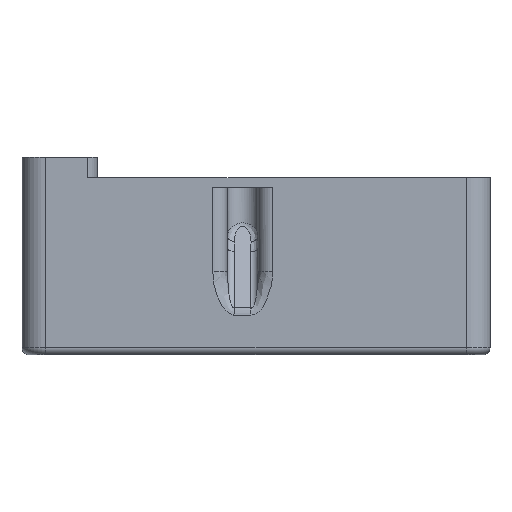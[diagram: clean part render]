
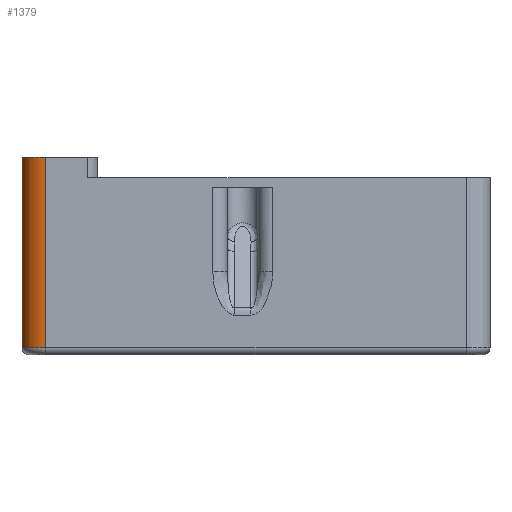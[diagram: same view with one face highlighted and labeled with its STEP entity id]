
A CAD part, left-side view. The second image highlights one B-rep face of the part: STEP entity #1379.
In plain terms, the highlighted cylindrical face has radius 5.2 mm (diameter 10.4 mm), a partial arc.
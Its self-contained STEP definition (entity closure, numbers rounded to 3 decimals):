
#32 = PLANE('',#33);
#33 = AXIS2_PLACEMENT_3D('',#34,#35,#36);
#34 = CARTESIAN_POINT('',(-74.6,50.,0.));
#35 = DIRECTION('',(1.,0.,-0.));
#36 = DIRECTION('',(0.,-1.,0.));
#497 = VERTEX_POINT('',#498);
#498 = CARTESIAN_POINT('',(-74.6,46.4,0.));
#526 = EDGE_CURVE('',#497,#527,#529,.T.);
#527 = VERTEX_POINT('',#528);
#528 = CARTESIAN_POINT('',(-74.6,46.4,42.));
#529 = SURFACE_CURVE('',#530,(#534,#541),.PCURVE_S1.);
#530 = LINE('',#531,#532);
#531 = CARTESIAN_POINT('',(-74.6,46.4,0.));
#532 = VECTOR('',#533,1.);
#533 = DIRECTION('',(0.,0.,1.));
#534 = PCURVE('',#32,#535);
#535 = DEFINITIONAL_REPRESENTATION('',(#536),#540);
#536 = LINE('',#537,#538);
#537 = CARTESIAN_POINT('',(3.6,0.));
#538 = VECTOR('',#539,1.);
#539 = DIRECTION('',(0.,-1.));
#540 = ( GEOMETRIC_REPRESENTATION_CONTEXT(2) 
PARAMETRIC_REPRESENTATION_CONTEXT() REPRESENTATION_CONTEXT('2D SPACE',''
  ) );
#541 = PCURVE('',#542,#547);
#542 = CYLINDRICAL_SURFACE('',#543,5.2);
#543 = AXIS2_PLACEMENT_3D('',#544,#545,#546);
#544 = CARTESIAN_POINT('',(-69.4,46.4,0.));
#545 = DIRECTION('',(0.,0.,1.));
#546 = DIRECTION('',(-0.,1.,0.));
#547 = DEFINITIONAL_REPRESENTATION('',(#548),#552);
#548 = LINE('',#549,#550);
#549 = CARTESIAN_POINT('',(1.571,0.));
#550 = VECTOR('',#551,1.);
#551 = DIRECTION('',(0.,1.));
#552 = ( GEOMETRIC_REPRESENTATION_CONTEXT(2) 
PARAMETRIC_REPRESENTATION_CONTEXT() REPRESENTATION_CONTEXT('2D SPACE',''
  ) );
#570 = PLANE('',#571);
#571 = AXIS2_PLACEMENT_3D('',#572,#573,#574);
#572 = CARTESIAN_POINT('',(0.,0.,42.));
#573 = DIRECTION('',(0.,0.,1.));
#574 = DIRECTION('',(1.,0.,-0.));
#1340 = TOROIDAL_SURFACE('',#1341,3.6,1.6);
#1341 = AXIS2_PLACEMENT_3D('',#1342,#1343,#1344);
#1342 = CARTESIAN_POINT('',(-69.4,46.4,0.));
#1343 = DIRECTION('',(0.,0.,1.));
#1344 = DIRECTION('',(0.,-1.,0.));
#1379 = ADVANCED_FACE('',(#1380),#542,.T.);
#1380 = FACE_BOUND('',#1381,.T.);
#1381 = EDGE_LOOP('',(#1382,#1406,#1407,#1431));
#1382 = ORIENTED_EDGE('',*,*,#1383,.T.);
#1383 = EDGE_CURVE('',#1384,#497,#1386,.T.);
#1384 = VERTEX_POINT('',#1385);
#1385 = CARTESIAN_POINT('',(-69.4,51.6,0.));
#1386 = SURFACE_CURVE('',#1387,(#1392,#1399),.PCURVE_S1.);
#1387 = CIRCLE('',#1388,5.2);
#1388 = AXIS2_PLACEMENT_3D('',#1389,#1390,#1391);
#1389 = CARTESIAN_POINT('',(-69.4,46.4,0.));
#1390 = DIRECTION('',(-0.,0.,1.));
#1391 = DIRECTION('',(0.,-1.,0.));
#1392 = PCURVE('',#542,#1393);
#1393 = DEFINITIONAL_REPRESENTATION('',(#1394),#1398);
#1394 = LINE('',#1395,#1396);
#1395 = CARTESIAN_POINT('',(-3.142,0.));
#1396 = VECTOR('',#1397,1.);
#1397 = DIRECTION('',(1.,0.));
#1398 = ( GEOMETRIC_REPRESENTATION_CONTEXT(2) 
PARAMETRIC_REPRESENTATION_CONTEXT() REPRESENTATION_CONTEXT('2D SPACE',''
  ) );
#1399 = PCURVE('',#1340,#1400);
#1400 = DEFINITIONAL_REPRESENTATION('',(#1401),#1405);
#1401 = LINE('',#1402,#1403);
#1402 = CARTESIAN_POINT('',(0.,6.283));
#1403 = VECTOR('',#1404,1.);
#1404 = DIRECTION('',(1.,0.));
#1405 = ( GEOMETRIC_REPRESENTATION_CONTEXT(2) 
PARAMETRIC_REPRESENTATION_CONTEXT() REPRESENTATION_CONTEXT('2D SPACE',''
  ) );
#1406 = ORIENTED_EDGE('',*,*,#526,.T.);
#1407 = ORIENTED_EDGE('',*,*,#1408,.F.);
#1408 = EDGE_CURVE('',#1409,#527,#1411,.T.);
#1409 = VERTEX_POINT('',#1410);
#1410 = CARTESIAN_POINT('',(-69.4,51.6,42.));
#1411 = SURFACE_CURVE('',#1412,(#1417,#1424),.PCURVE_S1.);
#1412 = CIRCLE('',#1413,5.2);
#1413 = AXIS2_PLACEMENT_3D('',#1414,#1415,#1416);
#1414 = CARTESIAN_POINT('',(-69.4,46.4,42.));
#1415 = DIRECTION('',(-0.,0.,1.));
#1416 = DIRECTION('',(0.,-1.,0.));
#1417 = PCURVE('',#542,#1418);
#1418 = DEFINITIONAL_REPRESENTATION('',(#1419),#1423);
#1419 = LINE('',#1420,#1421);
#1420 = CARTESIAN_POINT('',(-3.142,42.));
#1421 = VECTOR('',#1422,1.);
#1422 = DIRECTION('',(1.,0.));
#1423 = ( GEOMETRIC_REPRESENTATION_CONTEXT(2) 
PARAMETRIC_REPRESENTATION_CONTEXT() REPRESENTATION_CONTEXT('2D SPACE',''
  ) );
#1424 = PCURVE('',#570,#1425);
#1425 = DEFINITIONAL_REPRESENTATION('',(#1426),#1430);
#1426 = CIRCLE('',#1427,5.2);
#1427 = AXIS2_PLACEMENT_2D('',#1428,#1429);
#1428 = CARTESIAN_POINT('',(-69.4,46.4));
#1429 = DIRECTION('',(0.,-1.));
#1430 = ( GEOMETRIC_REPRESENTATION_CONTEXT(2) 
PARAMETRIC_REPRESENTATION_CONTEXT() REPRESENTATION_CONTEXT('2D SPACE',''
  ) );
#1431 = ORIENTED_EDGE('',*,*,#1432,.F.);
#1432 = EDGE_CURVE('',#1384,#1409,#1433,.T.);
#1433 = SURFACE_CURVE('',#1434,(#1438,#1445),.PCURVE_S1.);
#1434 = LINE('',#1435,#1436);
#1435 = CARTESIAN_POINT('',(-69.4,51.6,0.));
#1436 = VECTOR('',#1437,1.);
#1437 = DIRECTION('',(0.,0.,1.));
#1438 = PCURVE('',#542,#1439);
#1439 = DEFINITIONAL_REPRESENTATION('',(#1440),#1444);
#1440 = LINE('',#1441,#1442);
#1441 = CARTESIAN_POINT('',(0.,0.));
#1442 = VECTOR('',#1443,1.);
#1443 = DIRECTION('',(0.,1.));
#1444 = ( GEOMETRIC_REPRESENTATION_CONTEXT(2) 
PARAMETRIC_REPRESENTATION_CONTEXT() REPRESENTATION_CONTEXT('2D SPACE',''
  ) );
#1445 = PCURVE('',#1446,#1451);
#1446 = PLANE('',#1447);
#1447 = AXIS2_PLACEMENT_3D('',#1448,#1449,#1450);
#1448 = CARTESIAN_POINT('',(73.,51.6,0.));
#1449 = DIRECTION('',(0.,-1.,0.));
#1450 = DIRECTION('',(-1.,0.,0.));
#1451 = DEFINITIONAL_REPRESENTATION('',(#1452),#1456);
#1452 = LINE('',#1453,#1454);
#1453 = CARTESIAN_POINT('',(142.4,0.));
#1454 = VECTOR('',#1455,1.);
#1455 = DIRECTION('',(0.,-1.));
#1456 = ( GEOMETRIC_REPRESENTATION_CONTEXT(2) 
PARAMETRIC_REPRESENTATION_CONTEXT() REPRESENTATION_CONTEXT('2D SPACE',''
  ) );
